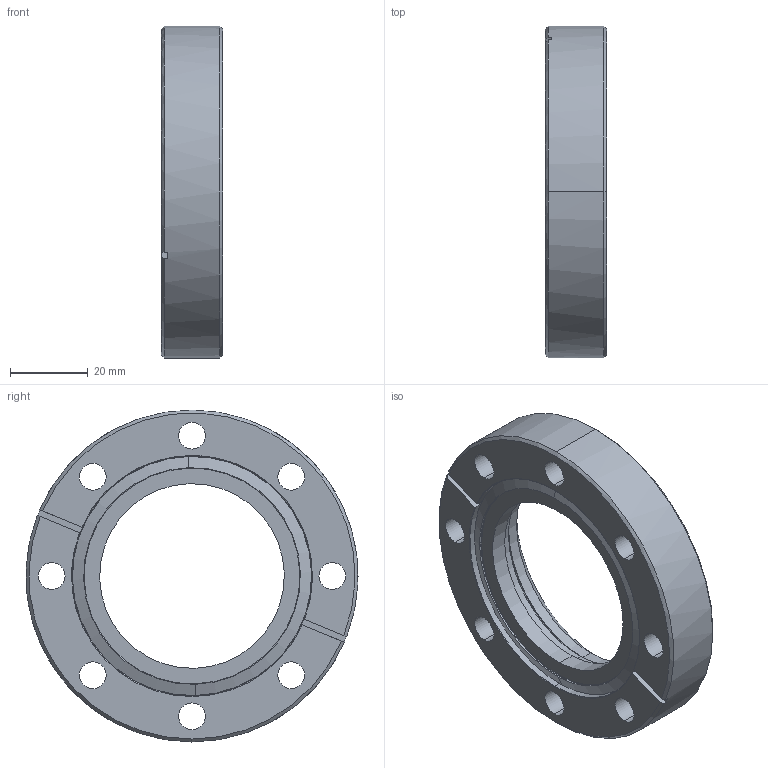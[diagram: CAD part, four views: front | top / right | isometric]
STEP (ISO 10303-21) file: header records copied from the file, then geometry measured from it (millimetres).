
FILE_DESCRIPTION (( 'STEP AP203' ), '1' );
FILE_NAME ('120017_A.STEP', '2024-03-26T01:35:34', ( '' ), ( '' ), 'SwSTEP 2.0', 'SolidWorks 2022', '' );
FILE_SCHEMA (( 'CONFIG_CONTROL_DESIGN' ));
Length unit declared in the file: inch
Products named in the file (3): 910017; 920003; 120017_A
Assembly tree (2 placements, depth 2):
  120017_A
    920003
    910017
Bounding box: 15.75 x 85.6 x 85.6 mm (x, y, z)
Volume: 51055.7 mm3; surface area: 20869 mm2
Topology: 2 solids, 2 shells, 67 faces, 164 edges, 102 vertices
Faces by surface type: cylinder 30, cone 15, plane 13, torus 9
Entity records: 2406 total; most frequent: CARTESIAN_POINT 410, DIRECTION 397, ORIENTED_EDGE 328, AXIS2_PLACEMENT_3D 169, EDGE_CURVE 164, VERTEX_POINT 102, CIRCLE 97, EDGE_LOOP 88
